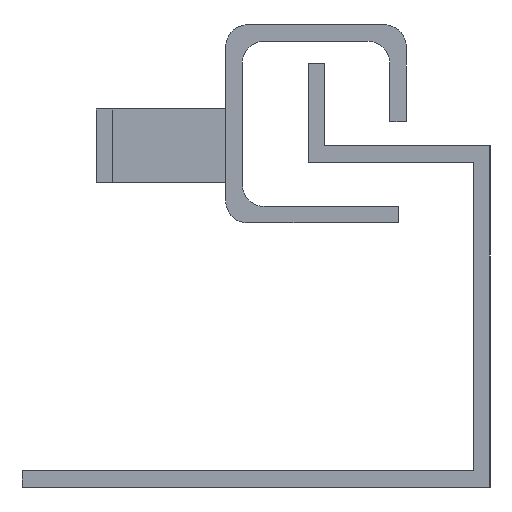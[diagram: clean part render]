
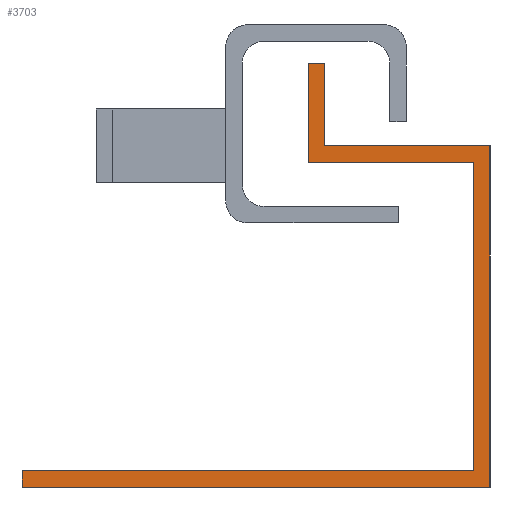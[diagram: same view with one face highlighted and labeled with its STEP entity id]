
A CAD part, left-side view. The second image highlights one B-rep face of the part: STEP entity #3703.
In plain terms, the highlighted planar face has unit normal (-1, 0, 0).
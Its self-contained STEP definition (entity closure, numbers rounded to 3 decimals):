
#23 = EDGE_CURVE ( 'NONE', #3768, #5997, #2294, .T. ) ;
#76 = VERTEX_POINT ( 'NONE', #3867 ) ;
#94 = FACE_OUTER_BOUND ( 'NONE', #4388, .T. ) ;
#142 = VERTEX_POINT ( 'NONE', #2903 ) ;
#144 = DIRECTION ( 'NONE',  ( 0., 0., 1. ) ) ;
#200 = CARTESIAN_POINT ( 'NONE',  ( 0., 15., 31. ) ) ;
#308 = DIRECTION ( 'NONE',  ( 0., -1., 0. ) ) ;
#408 = CARTESIAN_POINT ( 'NONE',  ( 0., 0., 0. ) ) ;
#479 = VERTEX_POINT ( 'NONE', #3757 ) ;
#801 = VECTOR ( 'NONE', #2827, 1000. ) ;
#856 = LINE ( 'NONE', #408, #5841 ) ;
#982 = ORIENTED_EDGE ( 'NONE', *, *, #2422, .F. ) ;
#1022 = EDGE_CURVE ( 'NONE', #479, #4005, #856, .T. ) ;
#1155 = VERTEX_POINT ( 'NONE', #4002 ) ;
#1176 = ORIENTED_EDGE ( 'NONE', *, *, #4537, .F. ) ;
#1178 = EDGE_CURVE ( 'NONE', #3424, #76, #4031, .T. ) ;
#1188 = CARTESIAN_POINT ( 'NONE',  ( 0., 0., 31. ) ) ;
#1382 = CARTESIAN_POINT ( 'NONE',  ( 0., 16.5, 38.5 ) ) ;
#1407 = ORIENTED_EDGE ( 'NONE', *, *, #3737, .F. ) ;
#1430 = VECTOR ( 'NONE', #1535, 1000. ) ;
#1470 = VECTOR ( 'NONE', #5000, 1000. ) ;
#1535 = DIRECTION ( 'NONE',  ( 0., -1., 0. ) ) ;
#1584 = LINE ( 'NONE', #1188, #4691 ) ;
#1623 = ORIENTED_EDGE ( 'NONE', *, *, #2892, .F. ) ;
#1692 = DIRECTION ( 'NONE',  ( 0., 0., -1. ) ) ;
#1709 = CARTESIAN_POINT ( 'NONE',  ( 0., 1.5, 1.5 ) ) ;
#2027 = CARTESIAN_POINT ( 'NONE',  ( 0., 42.5, 1.5 ) ) ;
#2037 = VERTEX_POINT ( 'NONE', #4532 ) ;
#2067 = CARTESIAN_POINT ( 'NONE',  ( 0., 15., 31. ) ) ;
#2089 = DIRECTION ( 'NONE',  ( 1., 0., 0. ) ) ;
#2118 = DIRECTION ( 'NONE',  ( 0., 0., -1. ) ) ;
#2173 = ORIENTED_EDGE ( 'NONE', *, *, #23, .F. ) ;
#2294 = LINE ( 'NONE', #1382, #3474 ) ;
#2302 = CARTESIAN_POINT ( 'NONE',  ( 0., 16.5, 29.5 ) ) ;
#2352 = ORIENTED_EDGE ( 'NONE', *, *, #1022, .F. ) ;
#2357 = VECTOR ( 'NONE', #1692, 1000. ) ;
#2417 = DIRECTION ( 'NONE',  ( 0., 1., 0. ) ) ;
#2422 = EDGE_CURVE ( 'NONE', #1155, #3768, #5693, .T. ) ;
#2424 = DIRECTION ( 'NONE',  ( 0., 1., 0. ) ) ;
#2460 = CARTESIAN_POINT ( 'NONE',  ( 0., 15., 38.5 ) ) ;
#2578 = AXIS2_PLACEMENT_3D ( 'NONE', #4151, #2089, #2118 ) ;
#2692 = EDGE_CURVE ( 'NONE', #76, #479, #1584, .T. ) ;
#2780 = VERTEX_POINT ( 'NONE', #5265 ) ;
#2827 = DIRECTION ( 'NONE',  ( 0., 0., 1. ) ) ;
#2892 = EDGE_CURVE ( 'NONE', #2037, #1155, #2912, .T. ) ;
#2903 = CARTESIAN_POINT ( 'NONE',  ( 0., 42.5, 1.5 ) ) ;
#2912 = LINE ( 'NONE', #5877, #5312 ) ;
#3085 = CARTESIAN_POINT ( 'NONE',  ( 0., 42.5, 0. ) ) ;
#3164 = PLANE ( 'NONE',  #2578 ) ;
#3424 = VERTEX_POINT ( 'NONE', #200 ) ;
#3474 = VECTOR ( 'NONE', #308, 1000. ) ;
#3516 = VECTOR ( 'NONE', #144, 1000. ) ;
#3580 = DIRECTION ( 'NONE',  ( 0., 0., -1. ) ) ;
#3703 = ADVANCED_FACE ( 'NONE', ( #94 ), #3164, .F. ) ;
#3708 = LINE ( 'NONE', #1709, #801 ) ;
#3737 = EDGE_CURVE ( 'NONE', #5997, #3424, #5638, .T. ) ;
#3757 = CARTESIAN_POINT ( 'NONE',  ( 0., 0., 0. ) ) ;
#3768 = VERTEX_POINT ( 'NONE', #4700 ) ;
#3867 = CARTESIAN_POINT ( 'NONE',  ( 0., 0., 31. ) ) ;
#4002 = CARTESIAN_POINT ( 'NONE',  ( 0., 16.5, 29.5 ) ) ;
#4005 = VERTEX_POINT ( 'NONE', #5889 ) ;
#4031 = LINE ( 'NONE', #2067, #1470 ) ;
#4151 = CARTESIAN_POINT ( 'NONE',  ( 0., 0., 0. ) ) ;
#4175 = VECTOR ( 'NONE', #4309, 1000. ) ;
#4266 = ORIENTED_EDGE ( 'NONE', *, *, #5014, .F. ) ;
#4309 = DIRECTION ( 'NONE',  ( 0., 0., 1. ) ) ;
#4351 = EDGE_CURVE ( 'NONE', #2780, #2037, #3708, .T. ) ;
#4388 = EDGE_LOOP ( 'NONE', ( #4709, #1407, #2173, #982, #1623, #4439, #4266, #1176, #2352, #4590 ) ) ;
#4439 = ORIENTED_EDGE ( 'NONE', *, *, #4351, .F. ) ;
#4532 = CARTESIAN_POINT ( 'NONE',  ( 0., 1.5, 29.5 ) ) ;
#4537 = EDGE_CURVE ( 'NONE', #4005, #142, #4557, .T. ) ;
#4557 = LINE ( 'NONE', #3085, #3516 ) ;
#4590 = ORIENTED_EDGE ( 'NONE', *, *, #2692, .F. ) ;
#4609 = CARTESIAN_POINT ( 'NONE',  ( 0., 15., 38.5 ) ) ;
#4691 = VECTOR ( 'NONE', #3580, 1000. ) ;
#4700 = CARTESIAN_POINT ( 'NONE',  ( 0., 16.5, 38.5 ) ) ;
#4709 = ORIENTED_EDGE ( 'NONE', *, *, #1178, .F. ) ;
#5000 = DIRECTION ( 'NONE',  ( 0., -1., 0. ) ) ;
#5014 = EDGE_CURVE ( 'NONE', #142, #2780, #6008, .T. ) ;
#5265 = CARTESIAN_POINT ( 'NONE',  ( 0., 1.5, 1.5 ) ) ;
#5312 = VECTOR ( 'NONE', #2417, 1000. ) ;
#5638 = LINE ( 'NONE', #4609, #2357 ) ;
#5693 = LINE ( 'NONE', #2302, #4175 ) ;
#5841 = VECTOR ( 'NONE', #2424, 1000. ) ;
#5877 = CARTESIAN_POINT ( 'NONE',  ( 0., 1.5, 29.5 ) ) ;
#5889 = CARTESIAN_POINT ( 'NONE',  ( 0., 42.5, 0. ) ) ;
#5997 = VERTEX_POINT ( 'NONE', #2460 ) ;
#6008 = LINE ( 'NONE', #2027, #1430 ) ;
